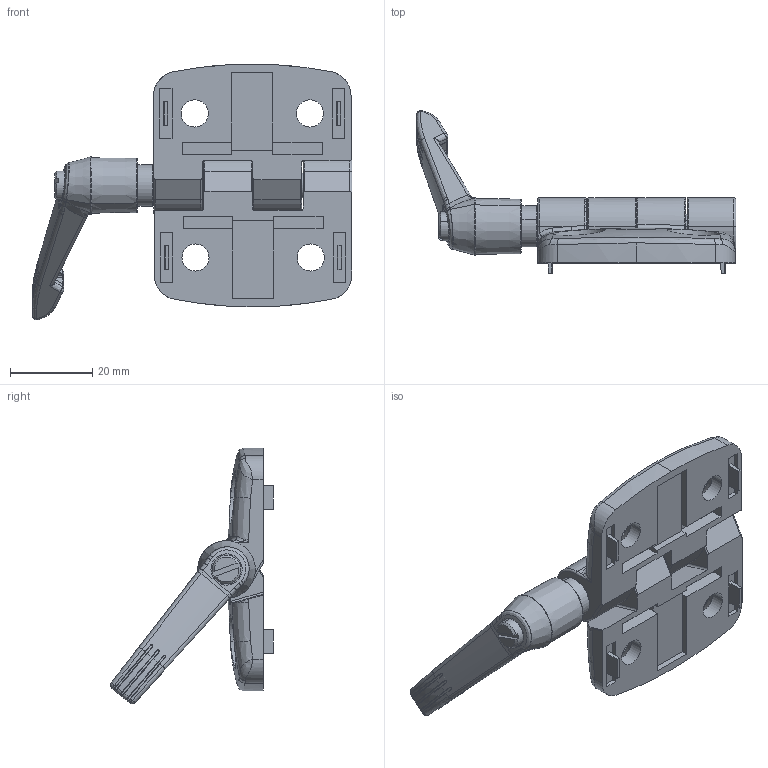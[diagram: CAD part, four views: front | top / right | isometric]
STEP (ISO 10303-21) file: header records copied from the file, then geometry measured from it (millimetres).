
FILE_DESCRIPTION (( 'STEP AP203' ), '1' );
FILE_NAME ('095kf3030f06.STEP', '2013-05-17T09:29:32', ( 'USER' ), ( '' ), 'SwSTEP 2.0', 'SolidWorks 2012', '' );
FILE_SCHEMA (( 'CONFIG_CONTROL_DESIGN' ));
Length unit declared in the file: millimetre
Products named in the file (1): 095kf3030f06
Bounding box: 77.69 x 39.6 x 62.17 mm (x, y, z)
Volume: 25380 mm3; surface area: 16418.5 mm2
Topology: 6 solids, 6 shells, 495 faces, 1190 edges, 704 vertices
Faces by surface type: bspline 162, plane 133, cylinder 99, torus 46, cone 41, sphere 14
Entity records: 18759 total; most frequent: CARTESIAN_POINT 8520, ORIENTED_EDGE 2336, DIRECTION 1815, EDGE_CURVE 1168, AXIS2_PLACEMENT_3D 716, VERTEX_POINT 700, EDGE_LOOP 528, ADVANCED_FACE 495
